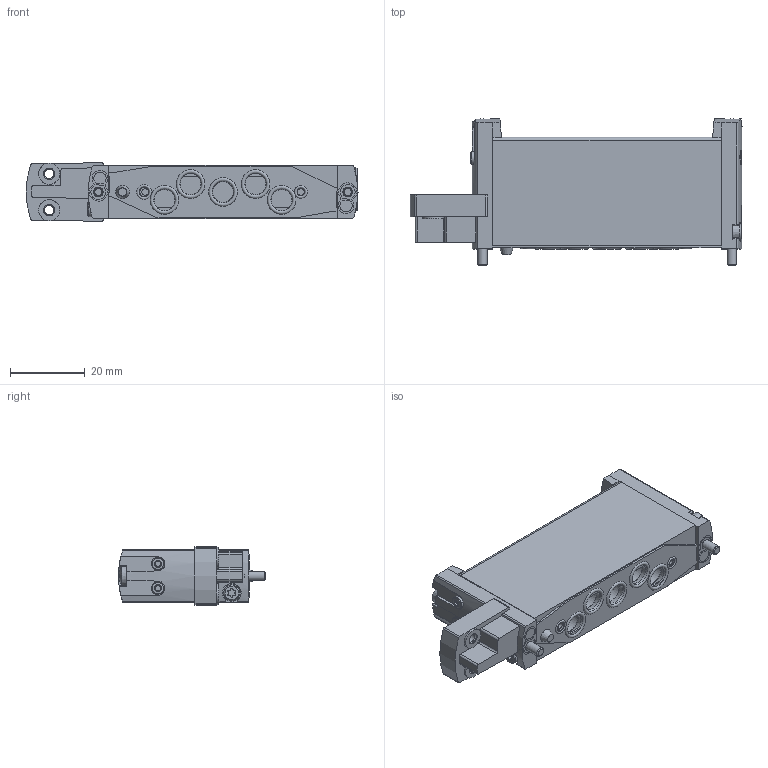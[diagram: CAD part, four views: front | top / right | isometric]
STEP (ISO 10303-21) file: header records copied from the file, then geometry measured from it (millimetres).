
FILE_DESCRIPTION(/* description */ ('STEP AP214'),/* implementation_level */ '2;1');
FILE_NAME(/* name */ '8033542_VUVG-B14-M52-MZ-F-P1',/* time_stamp */ '2024-09-17T12:31:54+02:00',/* author */ ('License CC BY-ND 4.0'),/* organization */ ('CADENAS'),/* preprocessor_version */ 'ST-DEVELOPER v19.3',/* originating_system */ 'PARTsolutions',/* authorisation */ ' ');
FILE_SCHEMA (('AUTOMOTIVE_DESIGN {1 0 10303 214 3 1 1}'));
Length unit declared in the file: millimetre
Products named in the file (4): 8033542 VUVG-B14-M52-MZ-F-P1; 564212 VUVG-B-14-M52-MZH-F--1P1--------(G); 8086665 M2.5X37-10.9-Z; 1057939 VABD-L1-14B-S-G18---(DR)
Assembly tree (4 placements, depth 2):
  8033542 VUVG-B14-M52-MZ-F-P1
    564212 VUVG-B-14-M52-MZH-F--1P1--------(G)
    8086665 M2.5X37-10.9-Z  x2
    1057939 VABD-L1-14B-S-G18---(DR)
Bounding box: 88.55 x 39.2 x 15.59 mm (x, y, z)
Volume: 31420.3 mm3; surface area: 12697.5 mm2
Topology: 4 solids, 4 shells, 483 faces, 1218 edges, 791 vertices
Faces by surface type: plane 232, cylinder 182, cone 36, torus 29, sphere 4
Full cylindrical faces by diameter (mm): 1.4 x2, 1.8 x2, 2 x1, 2.2 x2, 2.3 x1, 2.459 x2, 2.5 x2, 2.6 x2, 3 x2, 3.4 x4, 3.8 x2, 4 x2, 5.6 x2, 6.5 x5, 7.6 x5, 7.7 x5
Entity records: 15622 total; most frequent: DIRECTION 2429, CARTESIAN_POINT 2404, ORIENTED_EDGE 2078, EDGE_CURVE 1039, AXIS2_PLACEMENT_3D 959, VERTEX_POINT 730, EDGE_LOOP 643, FACE_BOUND 643
